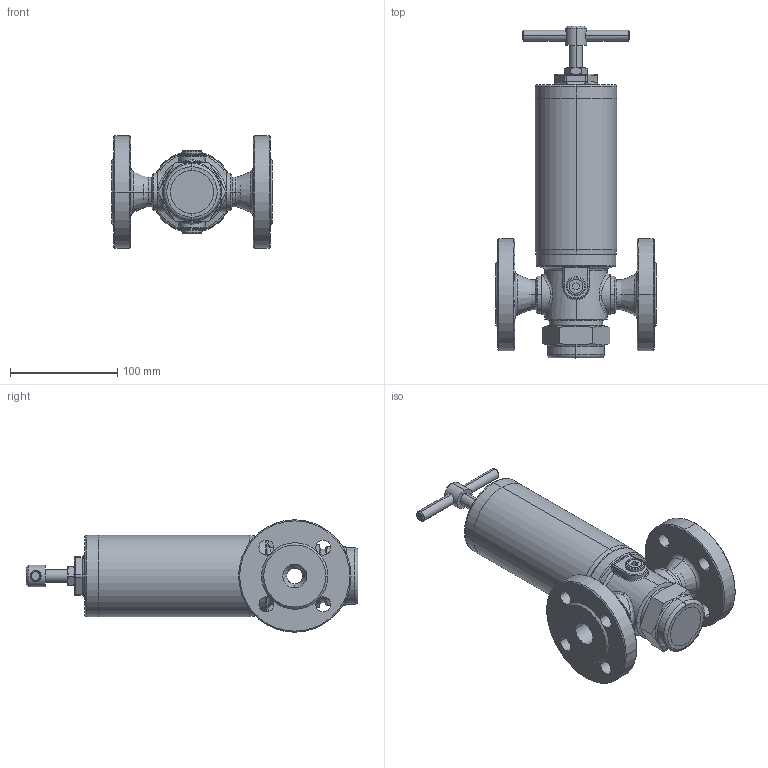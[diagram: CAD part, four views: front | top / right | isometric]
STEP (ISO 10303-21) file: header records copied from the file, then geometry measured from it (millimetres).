
FILE_DESCRIPTION (( 'STEP AP203' ), '1' );
FILE_NAME ('Typ 71 BG I D020I.STEP', '2020-12-08T14:57:04', ( '' ), ( '' ), 'SwSTEP 2.0', 'SolidWorks 2016', '' );
FILE_SCHEMA (( 'CONFIG_CONTROL_DESIGN' ));
Length unit declared in the file: millimetre
Products named in the file (1): Typ 71 BG I D020I
Bounding box: 150 x 310.06 x 105 mm (x, y, z)
Volume: 589158.4 mm3; surface area: 204479.4 mm2
Topology: 10 solids, 10 shells, 486 faces, 1093 edges, 648 vertices
Faces by surface type: cylinder 160, cone 123, plane 99, torus 76, bspline 28
Entity records: 16852 total; most frequent: CARTESIAN_POINT 5934, DIRECTION 2405, ORIENTED_EDGE 2186, EDGE_CURVE 1093, AXIS2_PLACEMENT_3D 1039, VERTEX_POINT 648, CIRCLE 580, EDGE_LOOP 543
